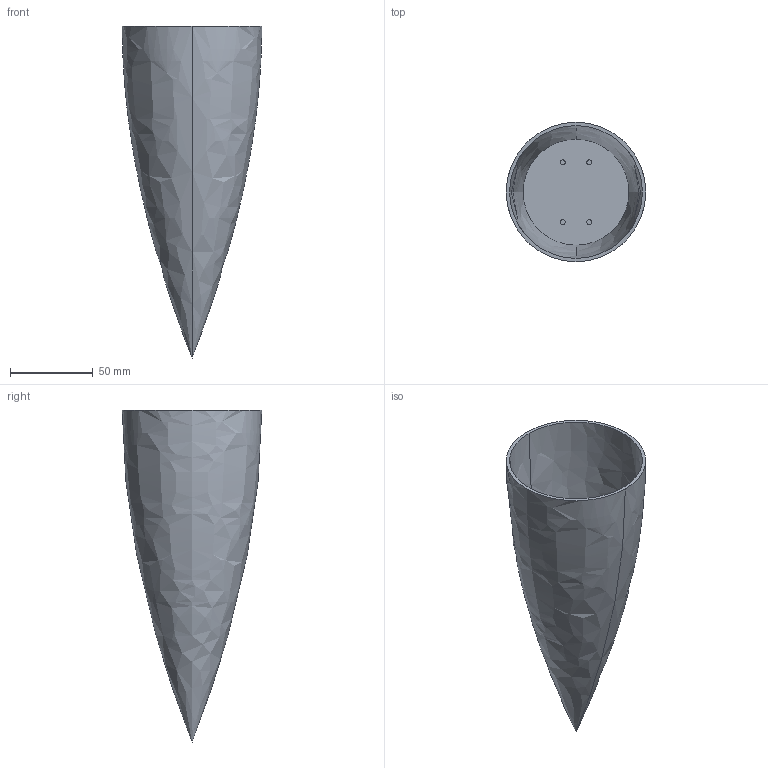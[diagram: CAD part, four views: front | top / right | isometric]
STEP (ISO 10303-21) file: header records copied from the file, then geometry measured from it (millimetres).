
FILE_DESCRIPTION (( 'STEP AP214' ), '1' );
FILE_NAME ('Nosecone_v2.STEP', '2023-02-14T09:21:37', ( 'HP' ), ( 'HP' ), 'SwSTEP 2.0', 'SolidWorks 2021', '' );
FILE_SCHEMA (( 'AUTOMOTIVE_DESIGN' ));
Length unit declared in the file: millimetre
Products named in the file (1): Nosecone_v2
Bounding box: 84 x 84 x 200 mm (x, y, z)
Volume: 201438.5 mm3; surface area: 59013 mm2
Topology: 1 solids, 1 shells, 18 faces, 36 edges, 23 vertices
Faces by surface type: cylinder 8, plane 6, bspline 4
Entity records: 530 total; most frequent: CARTESIAN_POINT 128, DIRECTION 82, ORIENTED_EDGE 68, AXIS2_PLACEMENT_3D 37, EDGE_CURVE 34, VERTEX_POINT 23, EDGE_LOOP 23, CIRCLE 22
